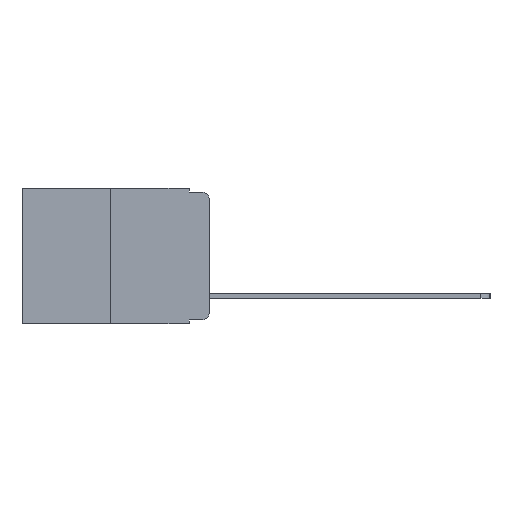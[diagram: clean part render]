
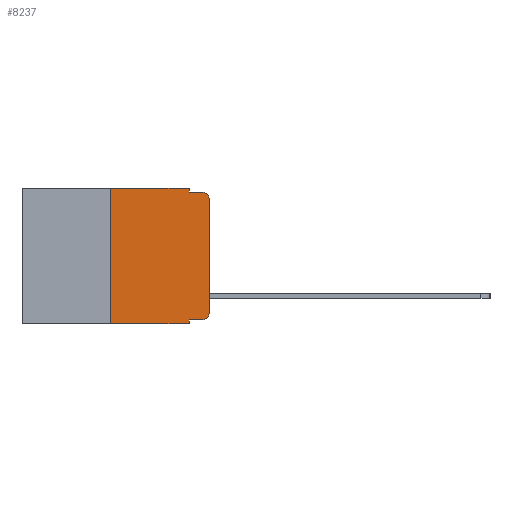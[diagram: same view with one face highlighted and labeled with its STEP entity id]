
A CAD part, left-side view. The second image highlights one B-rep face of the part: STEP entity #8237.
In plain terms, the highlighted planar face has unit normal (-1, 0, 0).
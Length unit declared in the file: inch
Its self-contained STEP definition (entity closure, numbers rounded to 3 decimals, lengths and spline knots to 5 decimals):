
#706 = EDGE_CURVE ( 'NONE', #4546, #4988, #15487, .T. ) ;
#1006 = CARTESIAN_POINT ( 'NONE',  ( 0., 0.051, -0.01 ) ) ;
#1826 = DIRECTION ( 'NONE',  ( 0., 0., 1. ) ) ;
#2142 = DIRECTION ( 'NONE',  ( -1., 0., 0. ) ) ;
#2704 = VECTOR ( 'NONE', #6203, 39.37008 ) ;
#2794 = DIRECTION ( 'NONE',  ( 0., -1., 0. ) ) ;
#2841 = LINE ( 'NONE', #18701, #18565 ) ;
#2958 = CARTESIAN_POINT ( 'NONE',  ( 0., 0., -0.03 ) ) ;
#3108 = CARTESIAN_POINT ( 'NONE',  ( 0., 0.051, -0.333 ) ) ;
#3132 = EDGE_CURVE ( 'NONE', #5471, #4546, #18244, .T. ) ;
#3329 = VERTEX_POINT ( 'NONE', #12301 ) ;
#3570 = ORIENTED_EDGE ( 'NONE', *, *, #15799, .F. ) ;
#3898 = CARTESIAN_POINT ( 'NONE',  ( 0., 0.02, -0.333 ) ) ;
#4224 = EDGE_CURVE ( 'NONE', #15305, #17370, #18856, .T. ) ;
#4225 = CARTESIAN_POINT ( 'NONE',  ( 0., 0.02, -0.03 ) ) ;
#4434 = VECTOR ( 'NONE', #2794, 39.37008 ) ;
#4546 = VERTEX_POINT ( 'NONE', #2958 ) ;
#4574 = CARTESIAN_POINT ( 'NONE',  ( 0., 0.473, -0.343 ) ) ;
#4988 = VERTEX_POINT ( 'NONE', #17350 ) ;
#5284 = EDGE_CURVE ( 'NONE', #20065, #14418, #9440, .T. ) ;
#5471 = VERTEX_POINT ( 'NONE', #14302 ) ;
#5968 = CARTESIAN_POINT ( 'NONE',  ( 0., 0., 0. ) ) ;
#6203 = DIRECTION ( 'NONE',  ( 0., -1., 0. ) ) ;
#6320 = PLANE ( 'NONE',  #14625 ) ;
#7437 = CARTESIAN_POINT ( 'NONE',  ( 0., 0.25, -0.343 ) ) ;
#7669 = EDGE_LOOP ( 'NONE', ( #10267, #15960, #9124, #15318, #3570, #19635, #8902, #16669, #9817, #14635 ) ) ;
#7994 = DIRECTION ( 'NONE',  ( 1., 0., 0. ) ) ;
#8025 = VERTEX_POINT ( 'NONE', #3898 ) ;
#8155 = CARTESIAN_POINT ( 'NONE',  ( 0., 0.25, 0. ) ) ;
#8237 = ADVANCED_FACE ( 'NONE', ( #14729 ), #6320, .F. ) ;
#8902 = ORIENTED_EDGE ( 'NONE', *, *, #17213, .T. ) ;
#9124 = ORIENTED_EDGE ( 'NONE', *, *, #9566, .F. ) ;
#9177 = LINE ( 'NONE', #1006, #4434 ) ;
#9440 = LINE ( 'NONE', #10180, #17193 ) ;
#9566 = EDGE_CURVE ( 'NONE', #17298, #4988, #9177, .T. ) ;
#9608 = DIRECTION ( 'NONE',  ( 0., 0., -1. ) ) ;
#9817 = ORIENTED_EDGE ( 'NONE', *, *, #12413, .T. ) ;
#9909 = LINE ( 'NONE', #11951, #17206 ) ;
#10009 = VECTOR ( 'NONE', #1826, 39.37008 ) ;
#10108 = AXIS2_PLACEMENT_3D ( 'NONE', #11694, #2142, #13157 ) ;
#10180 = CARTESIAN_POINT ( 'NONE',  ( 0., 0.051, 0. ) ) ;
#10267 = ORIENTED_EDGE ( 'NONE', *, *, #3132, .T. ) ;
#11166 = LINE ( 'NONE', #4574, #2704 ) ;
#11378 = AXIS2_PLACEMENT_3D ( 'NONE', #4225, #13419, #15597 ) ;
#11694 = CARTESIAN_POINT ( 'NONE',  ( 0., 0.02, -0.313 ) ) ;
#11951 = CARTESIAN_POINT ( 'NONE',  ( 0., 0.051, 0. ) ) ;
#12301 = CARTESIAN_POINT ( 'NONE',  ( 0., 0.051, 0. ) ) ;
#12413 = EDGE_CURVE ( 'NONE', #20065, #8025, #15744, .T. ) ;
#12500 = DIRECTION ( 'NONE',  ( 0., -1., 0. ) ) ;
#12799 = CARTESIAN_POINT ( 'NONE',  ( 0., 0.25, 0. ) ) ;
#12916 = DIRECTION ( 'NONE',  ( 0., -1., 0. ) ) ;
#13157 = DIRECTION ( 'NONE',  ( 0., 0., -1. ) ) ;
#13385 = DIRECTION ( 'NONE',  ( 0., 0., -1. ) ) ;
#13419 = DIRECTION ( 'NONE',  ( -1., 0., 0. ) ) ;
#13991 = EDGE_CURVE ( 'NONE', #8025, #5471, #15461, .T. ) ;
#14302 = CARTESIAN_POINT ( 'NONE',  ( 0., 0., -0.313 ) ) ;
#14418 = VERTEX_POINT ( 'NONE', #18110 ) ;
#14625 = AXIS2_PLACEMENT_3D ( 'NONE', #15198, #7994, #18242 ) ;
#14635 = ORIENTED_EDGE ( 'NONE', *, *, #13991, .T. ) ;
#14729 = FACE_OUTER_BOUND ( 'NONE', #7669, .T. ) ;
#14827 = EDGE_CURVE ( 'NONE', #3329, #17298, #9909, .T. ) ;
#15198 = CARTESIAN_POINT ( 'NONE',  ( 0., 0.473, 0. ) ) ;
#15305 = VERTEX_POINT ( 'NONE', #7437 ) ;
#15309 = VECTOR ( 'NONE', #12500, 39.37008 ) ;
#15318 = ORIENTED_EDGE ( 'NONE', *, *, #14827, .F. ) ;
#15448 = CARTESIAN_POINT ( 'NONE',  ( 0., 0.051, -0.333 ) ) ;
#15461 = CIRCLE ( 'NONE', #10108, 0.02 ) ;
#15487 = CIRCLE ( 'NONE', #11378, 0.02 ) ;
#15597 = DIRECTION ( 'NONE',  ( 0., 0., -1. ) ) ;
#15708 = DIRECTION ( 'NONE',  ( 0., 0., 1. ) ) ;
#15744 = LINE ( 'NONE', #3108, #15309 ) ;
#15799 = EDGE_CURVE ( 'NONE', #17370, #3329, #2841, .T. ) ;
#15960 = ORIENTED_EDGE ( 'NONE', *, *, #706, .T. ) ;
#16669 = ORIENTED_EDGE ( 'NONE', *, *, #5284, .F. ) ;
#17193 = VECTOR ( 'NONE', #9608, 39.37008 ) ;
#17206 = VECTOR ( 'NONE', #13385, 39.37008 ) ;
#17213 = EDGE_CURVE ( 'NONE', #15305, #14418, #11166, .T. ) ;
#17298 = VERTEX_POINT ( 'NONE', #18264 ) ;
#17350 = CARTESIAN_POINT ( 'NONE',  ( 0., 0.02, -0.01 ) ) ;
#17370 = VERTEX_POINT ( 'NONE', #8155 ) ;
#18110 = CARTESIAN_POINT ( 'NONE',  ( 0., 0.051, -0.343 ) ) ;
#18242 = DIRECTION ( 'NONE',  ( 0., 0., -1. ) ) ;
#18244 = LINE ( 'NONE', #5968, #10009 ) ;
#18264 = CARTESIAN_POINT ( 'NONE',  ( 0., 0.051, -0.01 ) ) ;
#18414 = VECTOR ( 'NONE', #15708, 39.37008 ) ;
#18565 = VECTOR ( 'NONE', #12916, 39.37008 ) ;
#18701 = CARTESIAN_POINT ( 'NONE',  ( 0., 0.473, 0. ) ) ;
#18856 = LINE ( 'NONE', #12799, #18414 ) ;
#19635 = ORIENTED_EDGE ( 'NONE', *, *, #4224, .F. ) ;
#20065 = VERTEX_POINT ( 'NONE', #15448 ) ;
